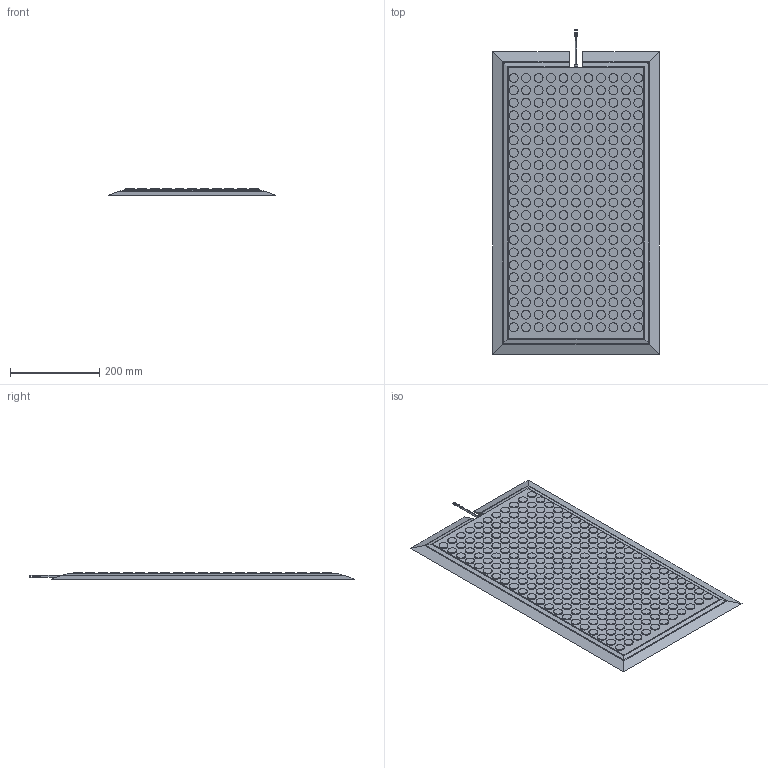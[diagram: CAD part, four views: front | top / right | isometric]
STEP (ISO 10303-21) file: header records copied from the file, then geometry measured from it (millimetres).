
FILE_DESCRIPTION (( 'STEP AP203' ), '1' );
FILE_NAME ('1602-4096_Default.step', '2022-02-03T14:46:19', ( 'Windows User' ), ( '' ), 'SwSTEP 2.0', 'SolidWorks 2021', '' );
FILE_SCHEMA (( 'CONFIG_CONTROL_DESIGN' ));
Length unit declared in the file: inch
Products named in the file (1): 1602-4096_Default
Bounding box: 374.8 x 728.6 x 14 mm (x, y, z)
Volume: 2759754.6 mm3; surface area: 564049.3 mm2
Topology: 3 solids, 3 shells, 866 faces, 1807 edges, 1198 vertices
Faces by surface type: cylinder 545, plane 289, bspline 32
Entity records: 24458 total; most frequent: CARTESIAN_POINT 4826, DIRECTION 4599, ORIENTED_EDGE 3614, AXIS2_PLACEMENT_3D 1987, EDGE_CURVE 1807, VERTEX_POINT 1198, CIRCLE 1152, EDGE_LOOP 1119
